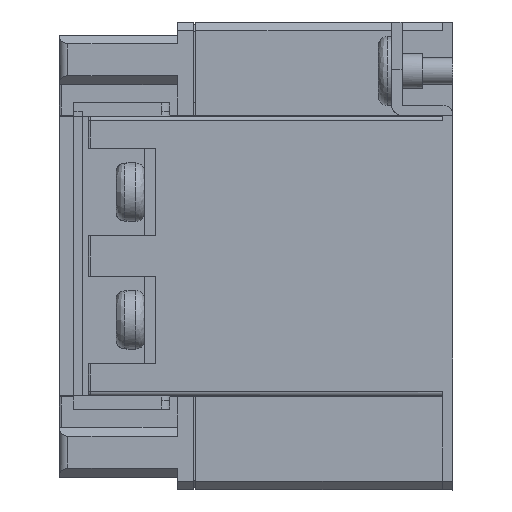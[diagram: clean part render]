
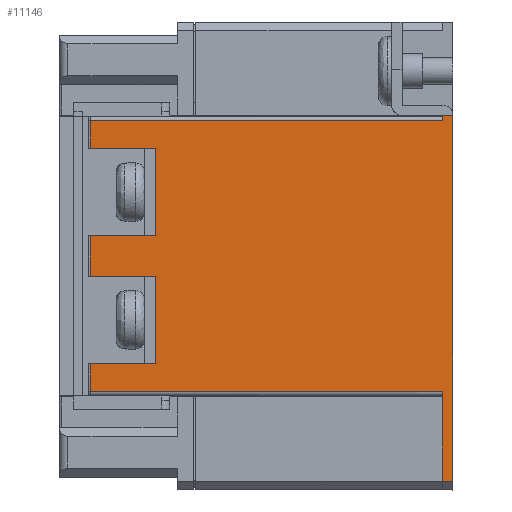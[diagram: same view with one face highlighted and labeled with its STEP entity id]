
A CAD part, left-side view. The second image highlights one B-rep face of the part: STEP entity #11146.
In plain terms, the highlighted planar face has unit normal (-1, 0, 0).
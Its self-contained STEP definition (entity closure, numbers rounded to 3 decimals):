
#23 = LINE ( 'NONE', #7107, #3072 ) ;
#256 = CARTESIAN_POINT ( 'NONE',  ( -99.145, -1.2, 20.603 ) ) ;
#352 = CARTESIAN_POINT ( 'NONE',  ( -99.145, 40.25, 3.72 ) ) ;
#1009 = CARTESIAN_POINT ( 'NONE',  ( -99.145, 40.25, 17.421 ) ) ;
#1331 = VECTOR ( 'NONE', #16922, 1000. ) ;
#1355 = ORIENTED_EDGE ( 'NONE', *, *, #17852, .T. ) ;
#1534 = VECTOR ( 'NONE', #15355, 1000. ) ;
#1814 = DIRECTION ( 'NONE',  ( 0., 1., 0. ) ) ;
#1907 = DIRECTION ( 'NONE',  ( 0., -1., 0. ) ) ;
#1950 = VECTOR ( 'NONE', #21480, 1000. ) ;
#1991 = CARTESIAN_POINT ( 'NONE',  ( -99.145, 32.8, 3.72 ) ) ;
#2180 = LINE ( 'NONE', #256, #6763 ) ;
#2312 = EDGE_CURVE ( 'NONE', #7478, #17519, #14495, .T. ) ;
#2386 = CARTESIAN_POINT ( 'NONE',  ( -99.145, 40.25, 13.72 ) ) ;
#2547 = ORIENTED_EDGE ( 'NONE', *, *, #13261, .T. ) ;
#2576 = CARTESIAN_POINT ( 'NONE',  ( -99.145, 32.8, 28.32 ) ) ;
#2761 = CARTESIAN_POINT ( 'NONE',  ( -99.145, 0., 0.52 ) ) ;
#2768 = ORIENTED_EDGE ( 'NONE', *, *, #19989, .T. ) ;
#2834 = CARTESIAN_POINT ( 'NONE',  ( -99.145, 32.8, 18.32 ) ) ;
#3072 = VECTOR ( 'NONE', #20031, 1000. ) ;
#3127 = EDGE_CURVE ( 'NONE', #6993, #16380, #22552, .T. ) ;
#3401 = EDGE_CURVE ( 'NONE', #10189, #13565, #5417, .T. ) ;
#3528 = LINE ( 'NONE', #14215, #5538 ) ;
#3544 = ORIENTED_EDGE ( 'NONE', *, *, #20203, .T. ) ;
#3674 = VERTEX_POINT ( 'NONE', #22349 ) ;
#3689 = CARTESIAN_POINT ( 'NONE',  ( -99.145, 0., -9.73 ) ) ;
#3932 = EDGE_CURVE ( 'NONE', #3674, #7724, #3528, .T. ) ;
#4272 = EDGE_CURVE ( 'NONE', #12725, #10235, #15965, .T. ) ;
#4338 = LINE ( 'NONE', #22902, #1331 ) ;
#4436 = VERTEX_POINT ( 'NONE', #14997 ) ;
#4779 = DIRECTION ( 'NONE',  ( 0., 0., 1. ) ) ;
#4904 = CARTESIAN_POINT ( 'NONE',  ( -99.145, 32.8, 17.421 ) ) ;
#4946 = CARTESIAN_POINT ( 'NONE',  ( -99.145, 32.8, 13.72 ) ) ;
#5025 = CARTESIAN_POINT ( 'NONE',  ( -99.145, 40.25, 31.52 ) ) ;
#5360 = VECTOR ( 'NONE', #1907, 1000. ) ;
#5417 = LINE ( 'NONE', #16667, #18346 ) ;
#5501 = DIRECTION ( 'NONE',  ( 0., 0., -1. ) ) ;
#5538 = VECTOR ( 'NONE', #10836, 1000. ) ;
#5653 = VECTOR ( 'NONE', #17122, 1000. ) ;
#6104 = VECTOR ( 'NONE', #11761, 1000. ) ;
#6158 = CARTESIAN_POINT ( 'NONE',  ( -99.145, 32.8, 17.421 ) ) ;
#6430 = EDGE_CURVE ( 'NONE', #13565, #12744, #4338, .T. ) ;
#6463 = CARTESIAN_POINT ( 'NONE',  ( -99.145, 32.8, 32.081 ) ) ;
#6480 = VECTOR ( 'NONE', #5501, 1000. ) ;
#6648 = CARTESIAN_POINT ( 'NONE',  ( -99.145, 32.8, 18.32 ) ) ;
#6763 = VECTOR ( 'NONE', #22297, 1000. ) ;
#6993 = VERTEX_POINT ( 'NONE', #2576 ) ;
#7107 = CARTESIAN_POINT ( 'NONE',  ( -99.145, 32.8, 0.52 ) ) ;
#7478 = VERTEX_POINT ( 'NONE', #2761 ) ;
#7544 = CARTESIAN_POINT ( 'NONE',  ( -99.145, 0., 32.081 ) ) ;
#7703 = EDGE_LOOP ( 'NONE', ( #19939, #9174, #8607, #14450, #3544, #15336, #1355, #8797, #11319, #22409, #2768, #15000, #11688, #13873, #23161, #2547 ) ) ;
#7724 = VERTEX_POINT ( 'NONE', #7544 ) ;
#8227 = VERTEX_POINT ( 'NONE', #13475 ) ;
#8276 = EDGE_CURVE ( 'NONE', #10235, #10189, #19316, .T. ) ;
#8521 = CARTESIAN_POINT ( 'NONE',  ( -99.145, 40.25, 17.421 ) ) ;
#8607 = ORIENTED_EDGE ( 'NONE', *, *, #3401, .T. ) ;
#8797 = ORIENTED_EDGE ( 'NONE', *, *, #13346, .F. ) ;
#9174 = ORIENTED_EDGE ( 'NONE', *, *, #8276, .T. ) ;
#9516 = LINE ( 'NONE', #16819, #9949 ) ;
#9949 = VECTOR ( 'NONE', #14796, 1000. ) ;
#10115 = LINE ( 'NONE', #6648, #19696 ) ;
#10189 = VERTEX_POINT ( 'NONE', #1991 ) ;
#10235 = VERTEX_POINT ( 'NONE', #12776 ) ;
#10474 = DIRECTION ( 'NONE',  ( 0., 1., 0. ) ) ;
#10836 = DIRECTION ( 'NONE',  ( 0., 0., 1. ) ) ;
#11146 = ADVANCED_FACE ( 'NONE', ( #13791 ), #15807, .T. ) ;
#11319 = ORIENTED_EDGE ( 'NONE', *, *, #11965, .T. ) ;
#11333 = VECTOR ( 'NONE', #14537, 1000. ) ;
#11688 = ORIENTED_EDGE ( 'NONE', *, *, #17408, .T. ) ;
#11761 = DIRECTION ( 'NONE',  ( 0., 0., -1. ) ) ;
#11965 = EDGE_CURVE ( 'NONE', #12584, #7724, #12075, .T. ) ;
#12075 = LINE ( 'NONE', #6463, #5653 ) ;
#12584 = VERTEX_POINT ( 'NONE', #20477 ) ;
#12725 = VERTEX_POINT ( 'NONE', #2386 ) ;
#12744 = VERTEX_POINT ( 'NONE', #22855 ) ;
#12776 = CARTESIAN_POINT ( 'NONE',  ( -99.145, 32.8, 13.72 ) ) ;
#12905 = VECTOR ( 'NONE', #22910, 1000. ) ;
#13261 = EDGE_CURVE ( 'NONE', #4436, #12725, #13869, .T. ) ;
#13309 = LINE ( 'NONE', #20611, #21033 ) ;
#13346 = EDGE_CURVE ( 'NONE', #12584, #8227, #2180, .T. ) ;
#13475 = CARTESIAN_POINT ( 'NONE',  ( -99.145, -1.2, -9.73 ) ) ;
#13500 = CARTESIAN_POINT ( 'NONE',  ( -99.145, 40.25, 28.32 ) ) ;
#13565 = VERTEX_POINT ( 'NONE', #352 ) ;
#13791 = FACE_OUTER_BOUND ( 'NONE', #7703, .T. ) ;
#13869 = LINE ( 'NONE', #1009, #11333 ) ;
#13873 = ORIENTED_EDGE ( 'NONE', *, *, #3127, .T. ) ;
#14215 = CARTESIAN_POINT ( 'NONE',  ( -99.145, 0., -11.23 ) ) ;
#14450 = ORIENTED_EDGE ( 'NONE', *, *, #6430, .T. ) ;
#14495 = LINE ( 'NONE', #21908, #6480 ) ;
#14537 = DIRECTION ( 'NONE',  ( 0., 0., -1. ) ) ;
#14796 = DIRECTION ( 'NONE',  ( 0., 1., 0. ) ) ;
#14997 = CARTESIAN_POINT ( 'NONE',  ( -99.145, 40.25, 18.32 ) ) ;
#15000 = ORIENTED_EDGE ( 'NONE', *, *, #20457, .T. ) ;
#15336 = ORIENTED_EDGE ( 'NONE', *, *, #2312, .T. ) ;
#15355 = DIRECTION ( 'NONE',  ( 0., 0., -1. ) ) ;
#15807 = PLANE ( 'NONE',  #17935 ) ;
#15965 = LINE ( 'NONE', #4946, #1950 ) ;
#16380 = VERTEX_POINT ( 'NONE', #2834 ) ;
#16667 = CARTESIAN_POINT ( 'NONE',  ( -99.145, 32.8, 3.72 ) ) ;
#16819 = CARTESIAN_POINT ( 'NONE',  ( -99.145, 32.8, 31.52 ) ) ;
#16922 = DIRECTION ( 'NONE',  ( 0., 0., -1. ) ) ;
#17122 = DIRECTION ( 'NONE',  ( 0., 1., 0. ) ) ;
#17408 = EDGE_CURVE ( 'NONE', #19716, #6993, #13309, .T. ) ;
#17519 = VERTEX_POINT ( 'NONE', #20367 ) ;
#17625 = LINE ( 'NONE', #8521, #1534 ) ;
#17753 = VERTEX_POINT ( 'NONE', #5025 ) ;
#17852 = EDGE_CURVE ( 'NONE', #17519, #8227, #22018, .T. ) ;
#17935 = AXIS2_PLACEMENT_3D ( 'NONE', #4904, #21084, #4779 ) ;
#18346 = VECTOR ( 'NONE', #1814, 1000. ) ;
#19199 = CARTESIAN_POINT ( 'NONE',  ( -99.145, 32.8, 17.421 ) ) ;
#19316 = LINE ( 'NONE', #19199, #12905 ) ;
#19696 = VECTOR ( 'NONE', #10474, 1000. ) ;
#19716 = VERTEX_POINT ( 'NONE', #13500 ) ;
#19939 = ORIENTED_EDGE ( 'NONE', *, *, #4272, .T. ) ;
#19989 = EDGE_CURVE ( 'NONE', #3674, #17753, #9516, .T. ) ;
#20031 = DIRECTION ( 'NONE',  ( 0., -1., 0. ) ) ;
#20203 = EDGE_CURVE ( 'NONE', #12744, #7478, #23, .T. ) ;
#20367 = CARTESIAN_POINT ( 'NONE',  ( -99.145, 0., -9.73 ) ) ;
#20457 = EDGE_CURVE ( 'NONE', #17753, #19716, #17625, .T. ) ;
#20477 = CARTESIAN_POINT ( 'NONE',  ( -99.145, -1.2, 32.081 ) ) ;
#20611 = CARTESIAN_POINT ( 'NONE',  ( -99.145, 32.8, 28.32 ) ) ;
#21033 = VECTOR ( 'NONE', #22166, 1000. ) ;
#21084 = DIRECTION ( 'NONE',  ( -1., 0., 0. ) ) ;
#21480 = DIRECTION ( 'NONE',  ( 0., -1., 0. ) ) ;
#21908 = CARTESIAN_POINT ( 'NONE',  ( -99.145, 0., 17.421 ) ) ;
#22018 = LINE ( 'NONE', #3689, #5360 ) ;
#22166 = DIRECTION ( 'NONE',  ( 0., -1., 0. ) ) ;
#22297 = DIRECTION ( 'NONE',  ( 0., 0., -1. ) ) ;
#22349 = CARTESIAN_POINT ( 'NONE',  ( -99.145, 0., 31.52 ) ) ;
#22409 = ORIENTED_EDGE ( 'NONE', *, *, #3932, .F. ) ;
#22552 = LINE ( 'NONE', #6158, #6104 ) ;
#22855 = CARTESIAN_POINT ( 'NONE',  ( -99.145, 40.25, 0.52 ) ) ;
#22902 = CARTESIAN_POINT ( 'NONE',  ( -99.145, 40.25, 17.421 ) ) ;
#22910 = DIRECTION ( 'NONE',  ( 0., 0., -1. ) ) ;
#23161 = ORIENTED_EDGE ( 'NONE', *, *, #23615, .T. ) ;
#23615 = EDGE_CURVE ( 'NONE', #16380, #4436, #10115, .T. ) ;
